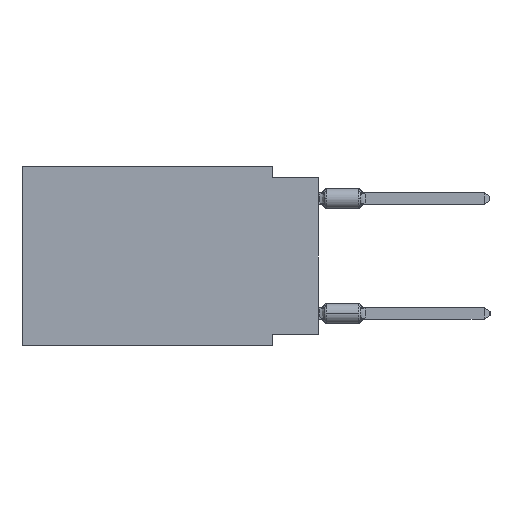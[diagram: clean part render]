
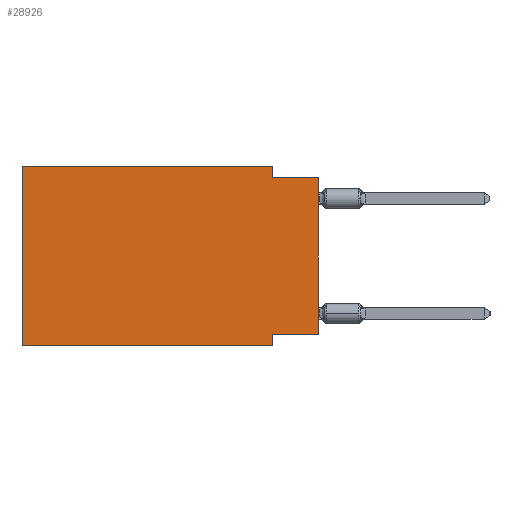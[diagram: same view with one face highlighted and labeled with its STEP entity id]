
A CAD part, left-side view. The second image highlights one B-rep face of the part: STEP entity #28926.
In plain terms, the highlighted planar face has unit normal (-1, 0, 0).
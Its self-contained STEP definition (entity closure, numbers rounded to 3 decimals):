
#220 = VECTOR ( 'NONE', #1918, 1000. ) ;
#272 = AXIS2_PLACEMENT_3D ( 'NONE', #25619, #1456, #32032 ) ;
#430 = LINE ( 'NONE', #17485, #40757 ) ;
#788 = EDGE_CURVE ( 'NONE', #27676, #10277, #8737, .T. ) ;
#1456 = DIRECTION ( 'NONE',  ( 1., 0., 0. ) ) ;
#1518 = CARTESIAN_POINT ( 'NONE',  ( 0., 0., -0.635 ) ) ;
#1537 = LINE ( 'NONE', #22149, #10351 ) ;
#1666 = EDGE_CURVE ( 'NONE', #27358, #36061, #5701, .T. ) ;
#1918 = DIRECTION ( 'NONE',  ( 0., 0., -1. ) ) ;
#2156 = VERTEX_POINT ( 'NONE', #43753 ) ;
#4810 = FACE_OUTER_BOUND ( 'NONE', #20319, .T. ) ;
#5309 = VECTOR ( 'NONE', #9715, 1000. ) ;
#5701 = LINE ( 'NONE', #26754, #30794 ) ;
#6449 = LINE ( 'NONE', #26391, #36406 ) ;
#8737 = LINE ( 'NONE', #29355, #12156 ) ;
#8874 = DIRECTION ( 'NONE',  ( 0., 0., 1. ) ) ;
#9715 = DIRECTION ( 'NONE',  ( 0., -1., 0. ) ) ;
#9980 = DIRECTION ( 'NONE',  ( 0., -1., 0. ) ) ;
#10277 = VERTEX_POINT ( 'NONE', #41447 ) ;
#10351 = VECTOR ( 'NONE', #8874, 1000. ) ;
#11491 = CARTESIAN_POINT ( 'NONE',  ( 0., 2.54, -0.635 ) ) ;
#11561 = EDGE_CURVE ( 'NONE', #27676, #21435, #1537, .T. ) ;
#12156 = VECTOR ( 'NONE', #22023, 1000. ) ;
#12228 = DIRECTION ( 'NONE',  ( 0., 0., 1. ) ) ;
#12233 = VECTOR ( 'NONE', #12228, 1000. ) ;
#13033 = LINE ( 'NONE', #26560, #5309 ) ;
#13947 = DIRECTION ( 'NONE',  ( 0., 1., 0. ) ) ;
#14102 = ORIENTED_EDGE ( 'NONE', *, *, #38796, .F. ) ;
#15356 = CARTESIAN_POINT ( 'NONE',  ( 0., 0., 0. ) ) ;
#15654 = LINE ( 'NONE', #32484, #220 ) ;
#17485 = CARTESIAN_POINT ( 'NONE',  ( 0., 0., -9.271 ) ) ;
#17486 = ORIENTED_EDGE ( 'NONE', *, *, #1666, .F. ) ;
#17759 = ORIENTED_EDGE ( 'NONE', *, *, #788, .T. ) ;
#19222 = DIRECTION ( 'NONE',  ( 0., 0., -1. ) ) ;
#20319 = EDGE_LOOP ( 'NONE', ( #26597, #27123, #17486, #31059, #28161, #17759, #27521, #14102 ) ) ;
#21089 = EDGE_CURVE ( 'NONE', #21894, #10277, #15654, .T. ) ;
#21435 = VERTEX_POINT ( 'NONE', #28434 ) ;
#21894 = VERTEX_POINT ( 'NONE', #37936 ) ;
#22023 = DIRECTION ( 'NONE',  ( 0., -1., 0. ) ) ;
#22149 = CARTESIAN_POINT ( 'NONE',  ( 0., 16.383, 0. ) ) ;
#25619 = CARTESIAN_POINT ( 'NONE',  ( 0., 16.383, 0. ) ) ;
#25853 = PLANE ( 'NONE',  #272 ) ;
#26391 = CARTESIAN_POINT ( 'NONE',  ( 0., 0., -0.635 ) ) ;
#26560 = CARTESIAN_POINT ( 'NONE',  ( 0., 16.383, 0. ) ) ;
#26597 = ORIENTED_EDGE ( 'NONE', *, *, #34244, .T. ) ;
#26754 = CARTESIAN_POINT ( 'NONE',  ( 0., 2.54, 0. ) ) ;
#27123 = ORIENTED_EDGE ( 'NONE', *, *, #36993, .F. ) ;
#27358 = VERTEX_POINT ( 'NONE', #39075 ) ;
#27521 = ORIENTED_EDGE ( 'NONE', *, *, #21089, .F. ) ;
#27676 = VERTEX_POINT ( 'NONE', #31233 ) ;
#28161 = ORIENTED_EDGE ( 'NONE', *, *, #11561, .F. ) ;
#28434 = CARTESIAN_POINT ( 'NONE',  ( 0., 16.383, 0. ) ) ;
#28926 = ADVANCED_FACE ( 'NONE', ( #4810 ), #25853, .F. ) ;
#29355 = CARTESIAN_POINT ( 'NONE',  ( 0., 16.383, -9.906 ) ) ;
#30794 = VECTOR ( 'NONE', #19222, 1000. ) ;
#31059 = ORIENTED_EDGE ( 'NONE', *, *, #32030, .F. ) ;
#31233 = CARTESIAN_POINT ( 'NONE',  ( 0., 16.383, -9.906 ) ) ;
#32030 = EDGE_CURVE ( 'NONE', #21435, #27358, #13033, .T. ) ;
#32032 = DIRECTION ( 'NONE',  ( 0., 0., -1. ) ) ;
#32484 = CARTESIAN_POINT ( 'NONE',  ( 0., 2.54, -9.906 ) ) ;
#34244 = EDGE_CURVE ( 'NONE', #2156, #37324, #41699, .T. ) ;
#36061 = VERTEX_POINT ( 'NONE', #11491 ) ;
#36406 = VECTOR ( 'NONE', #9980, 1000. ) ;
#36993 = EDGE_CURVE ( 'NONE', #36061, #37324, #6449, .T. ) ;
#37324 = VERTEX_POINT ( 'NONE', #1518 ) ;
#37936 = CARTESIAN_POINT ( 'NONE',  ( 0., 2.54, -9.271 ) ) ;
#38796 = EDGE_CURVE ( 'NONE', #2156, #21894, #430, .T. ) ;
#39075 = CARTESIAN_POINT ( 'NONE',  ( 0., 2.54, 0. ) ) ;
#40757 = VECTOR ( 'NONE', #13947, 1000. ) ;
#41447 = CARTESIAN_POINT ( 'NONE',  ( 0., 2.54, -9.906 ) ) ;
#41699 = LINE ( 'NONE', #15356, #12233 ) ;
#43753 = CARTESIAN_POINT ( 'NONE',  ( 0., 0., -9.271 ) ) ;
